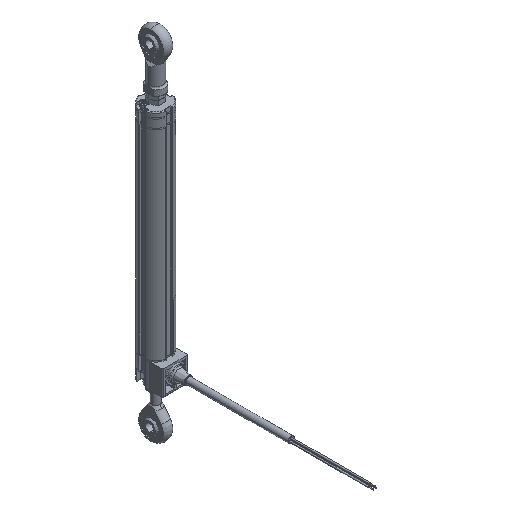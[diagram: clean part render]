
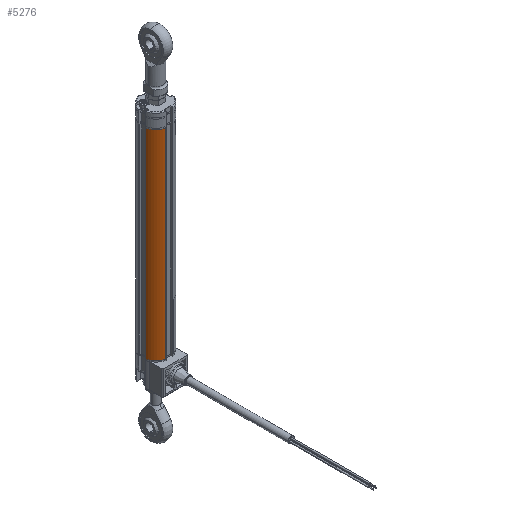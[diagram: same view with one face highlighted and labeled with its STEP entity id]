
A CAD part, isometric view. The second image highlights one B-rep face of the part: STEP entity #5276.
In plain terms, the highlighted cylindrical face has radius 9 mm (diameter 18 mm), a partial arc.
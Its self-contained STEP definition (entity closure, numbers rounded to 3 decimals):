
#744 = EDGE_CURVE ( 'NONE', #12662, #10904, #22718, .T. ) ;
#1203 = CARTESIAN_POINT ( 'NONE',  ( -2.25, -8.714, 127. ) ) ;
#2059 = CYLINDRICAL_SURFACE ( 'NONE', #18622, 9. ) ;
#3267 = DIRECTION ( 'NONE',  ( 0., 0., -1. ) ) ;
#3751 = AXIS2_PLACEMENT_3D ( 'NONE', #21201, #9471, #23163 ) ;
#3896 = CARTESIAN_POINT ( 'NONE',  ( 0., 0., 0. ) ) ;
#3944 = CARTESIAN_POINT ( 'NONE',  ( -8.714, -2.25, 127. ) ) ;
#5276 = ADVANCED_FACE ( 'NONE', ( #24696 ), #2059, .T. ) ;
#5332 = CARTESIAN_POINT ( 'NONE',  ( -2.25, -8.714, 0. ) ) ;
#5881 = DIRECTION ( 'NONE',  ( 1., 0., 0. ) ) ;
#7746 = VECTOR ( 'NONE', #17277, 1000. ) ;
#7918 = EDGE_CURVE ( 'NONE', #17273, #12662, #23173, .T. ) ;
#9471 = DIRECTION ( 'NONE',  ( 0., 0., 1. ) ) ;
#9981 = ORIENTED_EDGE ( 'NONE', *, *, #24933, .F. ) ;
#10904 = VERTEX_POINT ( 'NONE', #1203 ) ;
#12662 = VERTEX_POINT ( 'NONE', #5332 ) ;
#14546 = ORIENTED_EDGE ( 'NONE', *, *, #744, .T. ) ;
#15001 = CARTESIAN_POINT ( 'NONE',  ( -8.714, -2.25, 0. ) ) ;
#15115 = CARTESIAN_POINT ( 'NONE',  ( -2.25, -8.714, 127. ) ) ;
#15116 = DIRECTION ( 'NONE',  ( -1., 0., 0. ) ) ;
#15819 = ORIENTED_EDGE ( 'NONE', *, *, #25017, .T. ) ;
#16301 = VECTOR ( 'NONE', #20758, 1000. ) ;
#17033 = CARTESIAN_POINT ( 'NONE',  ( 0., 0., 127. ) ) ;
#17273 = VERTEX_POINT ( 'NONE', #15001 ) ;
#17277 = DIRECTION ( 'NONE',  ( 0., 0., 1. ) ) ;
#17607 = EDGE_LOOP ( 'NONE', ( #23114, #14546, #9981, #15819 ) ) ;
#17672 = DIRECTION ( 'NONE',  ( 0., 0., 1. ) ) ;
#18622 = AXIS2_PLACEMENT_3D ( 'NONE', #17033, #3267, #15116 ) ;
#19339 = CIRCLE ( 'NONE', #3751, 9. ) ;
#20006 = AXIS2_PLACEMENT_3D ( 'NONE', #3896, #17672, #5881 ) ;
#20758 = DIRECTION ( 'NONE',  ( 0., 0., -1. ) ) ;
#21201 = CARTESIAN_POINT ( 'NONE',  ( 0., 0., 127. ) ) ;
#21514 = LINE ( 'NONE', #3944, #16301 ) ;
#22718 = LINE ( 'NONE', #15115, #7746 ) ;
#22891 = CARTESIAN_POINT ( 'NONE',  ( -8.714, -2.25, 127. ) ) ;
#23114 = ORIENTED_EDGE ( 'NONE', *, *, #7918, .T. ) ;
#23163 = DIRECTION ( 'NONE',  ( 1., 0., 0. ) ) ;
#23173 = CIRCLE ( 'NONE', #20006, 9. ) ;
#24696 = FACE_OUTER_BOUND ( 'NONE', #17607, .T. ) ;
#24933 = EDGE_CURVE ( 'NONE', #25083, #10904, #19339, .T. ) ;
#25017 = EDGE_CURVE ( 'NONE', #25083, #17273, #21514, .T. ) ;
#25083 = VERTEX_POINT ( 'NONE', #22891 ) ;
